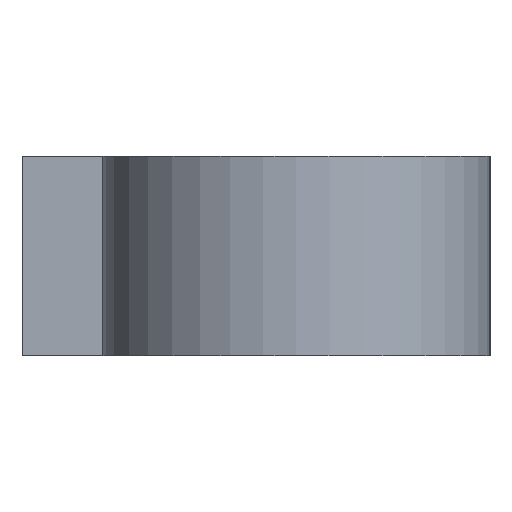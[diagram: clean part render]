
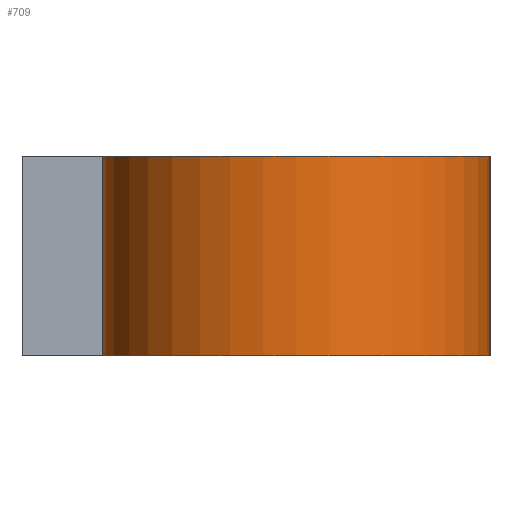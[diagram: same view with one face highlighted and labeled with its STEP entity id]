
A CAD part, left-side view. The second image highlights one B-rep face of the part: STEP entity #709.
In plain terms, the highlighted cylindrical face has radius 11.5 mm (diameter 23 mm), a partial arc.
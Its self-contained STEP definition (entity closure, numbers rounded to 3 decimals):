
#27=CYLINDRICAL_SURFACE('',#795,11.5);
#60=FACE_OUTER_BOUND('',#101,.T.);
#101=EDGE_LOOP('',(#611,#612,#613,#614));
#114=CIRCLE('',#742,11.5);
#136=CIRCLE('',#781,11.5);
#200=LINE('',#1189,#272);
#201=LINE('',#1190,#273);
#272=VECTOR('',#976,10.);
#273=VECTOR('',#977,10.);
#297=VERTEX_POINT('',#1035);
#298=VERTEX_POINT('',#1037);
#338=VERTEX_POINT('',#1152);
#339=VERTEX_POINT('',#1154);
#365=EDGE_CURVE('',#298,#297,#114,.T.);
#424=EDGE_CURVE('',#338,#339,#136,.T.);
#441=EDGE_CURVE('',#339,#297,#200,.T.);
#442=EDGE_CURVE('',#338,#298,#201,.T.);
#611=ORIENTED_EDGE('',*,*,#365,.T.);
#612=ORIENTED_EDGE('',*,*,#441,.F.);
#613=ORIENTED_EDGE('',*,*,#424,.F.);
#614=ORIENTED_EDGE('',*,*,#442,.T.);
#709=ADVANCED_FACE('',(#60),#27,.T.);
#742=AXIS2_PLACEMENT_3D('',#1038,#821,#822);
#781=AXIS2_PLACEMENT_3D('',#1155,#936,#937);
#795=AXIS2_PLACEMENT_3D('',#1188,#974,#975);
#821=DIRECTION('center_axis',(0.,0.,-1.));
#822=DIRECTION('ref_axis',(0.,-1.,0.));
#936=DIRECTION('center_axis',(0.,0.,-1.));
#937=DIRECTION('ref_axis',(0.,-1.,0.));
#974=DIRECTION('center_axis',(0.,0.,1.));
#975=DIRECTION('ref_axis',(0.,-1.,0.));
#976=DIRECTION('',(0.,0.,1.));
#977=DIRECTION('',(0.,0.,1.));
#1035=CARTESIAN_POINT('',(-63.,11.5,-3.15));
#1037=CARTESIAN_POINT('',(-63.,-11.5,-3.15));
#1038=CARTESIAN_POINT('Origin',(-63.,0.,-3.15));
#1152=CARTESIAN_POINT('',(-63.,-11.5,-15.));
#1154=CARTESIAN_POINT('',(-63.,11.5,-15.));
#1155=CARTESIAN_POINT('Origin',(-63.,0.,-15.));
#1188=CARTESIAN_POINT('Origin',(-63.,0.,-15.));
#1189=CARTESIAN_POINT('',(-63.,11.5,-15.));
#1190=CARTESIAN_POINT('',(-63.,-11.5,-15.));
